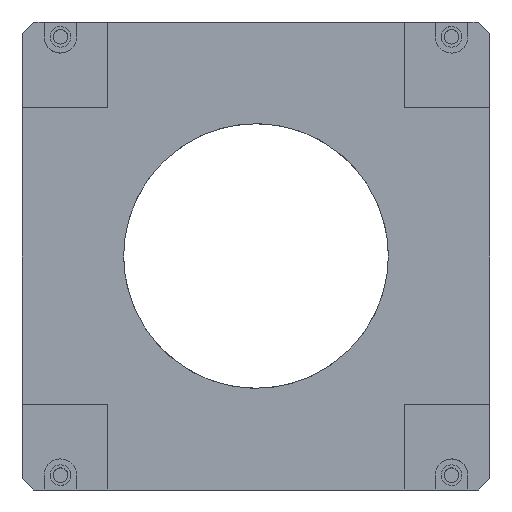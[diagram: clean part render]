
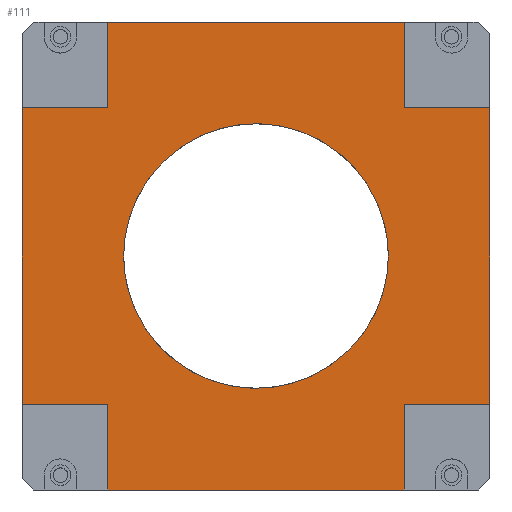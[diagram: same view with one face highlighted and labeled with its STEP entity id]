
A CAD part, front view. The second image highlights one B-rep face of the part: STEP entity #111.
In plain terms, the highlighted planar face has unit normal (0, -1, 0).
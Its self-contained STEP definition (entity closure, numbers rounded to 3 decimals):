
#30=FACE_BOUND('',#327,.T.);
#111=ADVANCED_FACE('',(#211,#30),#1781,.T.);
#211=FACE_OUTER_BOUND('',#326,.T.);
#326=EDGE_LOOP('',(#769,#770,#771,#772,#773,#774,#775,#776,#777,#778,#779,
#780));
#327=EDGE_LOOP('',(#781,#782));
#769=ORIENTED_EDGE('',*,*,#1181,.F.);
#770=ORIENTED_EDGE('',*,*,#1178,.T.);
#771=ORIENTED_EDGE('',*,*,#1160,.T.);
#772=ORIENTED_EDGE('',*,*,#1031,.F.);
#773=ORIENTED_EDGE('',*,*,#1168,.T.);
#774=ORIENTED_EDGE('',*,*,#1177,.T.);
#775=ORIENTED_EDGE('',*,*,#1182,.F.);
#776=ORIENTED_EDGE('',*,*,#1183,.F.);
#777=ORIENTED_EDGE('',*,*,#1165,.T.);
#778=ORIENTED_EDGE('',*,*,#1076,.F.);
#779=ORIENTED_EDGE('',*,*,#1157,.T.);
#780=ORIENTED_EDGE('',*,*,#1180,.F.);
#781=ORIENTED_EDGE('',*,*,#1103,.T.);
#782=ORIENTED_EDGE('',*,*,#1102,.T.);
#1031=EDGE_CURVE('',#1607,#1608,#1289,.T.);
#1076=EDGE_CURVE('',#1658,#1659,#1334,.T.);
#1102=EDGE_CURVE('',#1679,#1680,#1483,.T.);
#1103=EDGE_CURVE('',#1680,#1679,#1484,.T.);
#1157=EDGE_CURVE('',#1658,#1705,#1387,.T.);
#1160=EDGE_CURVE('',#1708,#1608,#1390,.T.);
#1165=EDGE_CURVE('',#1710,#1659,#1395,.T.);
#1168=EDGE_CURVE('',#1607,#1713,#1398,.T.);
#1177=EDGE_CURVE('',#1713,#1716,#1403,.T.);
#1178=EDGE_CURVE('',#1717,#1708,#1404,.T.);
#1180=EDGE_CURVE('',#1718,#1705,#1406,.T.);
#1181=EDGE_CURVE('',#1717,#1718,#1407,.T.);
#1182=EDGE_CURVE('',#1719,#1716,#1408,.T.);
#1183=EDGE_CURVE('',#1710,#1719,#1409,.T.);
#1289=B_SPLINE_CURVE_WITH_KNOTS('',1,(#3191,#3192),.UNSPECIFIED.,.F.,.F.,
(2,2),(0.,50.),.UNSPECIFIED.);
#1334=B_SPLINE_CURVE_WITH_KNOTS('',1,(#3281,#3282),.UNSPECIFIED.,.F.,.F.,
(2,2),(0.,50.),.UNSPECIFIED.);
#1387=B_SPLINE_CURVE_WITH_KNOTS('',1,(#3527,#3528),.UNSPECIFIED.,.F.,.F.,
(2,2),(0.,14.5),.UNSPECIFIED.);
#1390=B_SPLINE_CURVE_WITH_KNOTS('',1,(#3533,#3534),.UNSPECIFIED.,.F.,.F.,
(2,2),(0.,14.5),.UNSPECIFIED.);
#1395=B_SPLINE_CURVE_WITH_KNOTS('',1,(#3543,#3544),.UNSPECIFIED.,.F.,.F.,
(2,2),(-14.5,0.),.UNSPECIFIED.);
#1398=B_SPLINE_CURVE_WITH_KNOTS('',1,(#3549,#3550),.UNSPECIFIED.,.F.,.F.,
(2,2),(-14.5,0.),.UNSPECIFIED.);
#1403=B_SPLINE_CURVE_WITH_KNOTS('',1,(#3595,#3596),.UNSPECIFIED.,.F.,.F.,
(2,2),(0.,14.5),.UNSPECIFIED.);
#1404=B_SPLINE_CURVE_WITH_KNOTS('',1,(#3597,#3598),.UNSPECIFIED.,.F.,.F.,
(2,2),(0.,14.5),.UNSPECIFIED.);
#1406=B_SPLINE_CURVE_WITH_KNOTS('',1,(#3601,#3602),.UNSPECIFIED.,.F.,.F.,
(2,2),(0.,14.5),.UNSPECIFIED.);
#1407=B_SPLINE_CURVE_WITH_KNOTS('',1,(#3603,#3604),.UNSPECIFIED.,.F.,.F.,
(2,2),(0.,50.),.UNSPECIFIED.);
#1408=B_SPLINE_CURVE_WITH_KNOTS('',1,(#3605,#3606),.UNSPECIFIED.,.F.,.F.,
(2,2),(0.,50.),.UNSPECIFIED.);
#1409=B_SPLINE_CURVE_WITH_KNOTS('',1,(#3607,#3608),.UNSPECIFIED.,.F.,.F.,
(2,2),(0.,14.5),.UNSPECIFIED.);
#1483=(
BOUNDED_CURVE()
B_SPLINE_CURVE(2,(#3333,#3334,#3335,#3336,#3337),.UNSPECIFIED.,.F.,.F.)
B_SPLINE_CURVE_WITH_KNOTS((3,2,3),(70.181,105.271,140.362),
 .UNSPECIFIED.)
CURVE()
GEOMETRIC_REPRESENTATION_ITEM()
RATIONAL_B_SPLINE_CURVE((1.,0.707,1.,0.707,1.))
REPRESENTATION_ITEM('')
);
#1484=(
BOUNDED_CURVE()
B_SPLINE_CURVE(2,(#3338,#3339,#3340,#3341,#3342),.UNSPECIFIED.,.F.,.F.)
B_SPLINE_CURVE_WITH_KNOTS((3,2,3),(0.,35.09,70.181),
 .UNSPECIFIED.)
CURVE()
GEOMETRIC_REPRESENTATION_ITEM()
RATIONAL_B_SPLINE_CURVE((1.,0.707,1.,0.707,1.))
REPRESENTATION_ITEM('')
);
#1607=VERTEX_POINT('',#2799);
#1608=VERTEX_POINT('',#2800);
#1658=VERTEX_POINT('',#2850);
#1659=VERTEX_POINT('',#2851);
#1679=VERTEX_POINT('',#2871);
#1680=VERTEX_POINT('',#2872);
#1705=VERTEX_POINT('',#2897);
#1708=VERTEX_POINT('',#2900);
#1710=VERTEX_POINT('',#2902);
#1713=VERTEX_POINT('',#2905);
#1716=VERTEX_POINT('',#2908);
#1717=VERTEX_POINT('',#2909);
#1718=VERTEX_POINT('',#2910);
#1719=VERTEX_POINT('',#2911);
#1781=PLANE('',#1901);
#1901=AXIS2_PLACEMENT_3D('',#2495,#1962,$);
#1962=DIRECTION('',(0.,-1.,0.));
#2495=CARTESIAN_POINT('',(47.52,-0.5,87.048));
#2799=CARTESIAN_POINT('',(-25.,-0.5,79.028));
#2800=CARTESIAN_POINT('',(25.,-0.5,79.028));
#2850=CARTESIAN_POINT('',(25.,-0.5,0.028));
#2851=CARTESIAN_POINT('',(-25.,-0.5,0.028));
#2871=CARTESIAN_POINT('',(22.339,-0.5,39.528));
#2872=CARTESIAN_POINT('',(-22.339,-0.5,39.528));
#2897=CARTESIAN_POINT('',(25.,-0.5,14.528));
#2900=CARTESIAN_POINT('',(25.,-0.5,64.528));
#2902=CARTESIAN_POINT('',(-25.,-0.5,14.528));
#2905=CARTESIAN_POINT('',(-25.,-0.5,64.528));
#2908=CARTESIAN_POINT('',(-39.5,-0.5,64.528));
#2909=CARTESIAN_POINT('',(39.5,-0.5,64.528));
#2910=CARTESIAN_POINT('',(39.5,-0.5,14.528));
#2911=CARTESIAN_POINT('',(-39.5,-0.5,14.528));
#3191=CARTESIAN_POINT('',(-25.,-0.5,79.028));
#3192=CARTESIAN_POINT('',(25.,-0.5,79.028));
#3281=CARTESIAN_POINT('',(25.,-0.5,0.028));
#3282=CARTESIAN_POINT('',(-25.,-0.5,0.028));
#3333=CARTESIAN_POINT('',(22.339,-0.5,39.528));
#3334=CARTESIAN_POINT('',(22.339,-0.5,17.189));
#3335=CARTESIAN_POINT('',(0.,-0.5,17.189));
#3336=CARTESIAN_POINT('',(-22.339,-0.5,17.189));
#3337=CARTESIAN_POINT('',(-22.339,-0.5,39.528));
#3338=CARTESIAN_POINT('',(-22.339,-0.5,39.528));
#3339=CARTESIAN_POINT('',(-22.339,-0.5,61.868));
#3340=CARTESIAN_POINT('',(0.,-0.5,61.868));
#3341=CARTESIAN_POINT('',(22.339,-0.5,61.868));
#3342=CARTESIAN_POINT('',(22.339,-0.5,39.528));
#3527=CARTESIAN_POINT('',(25.,-0.5,0.028));
#3528=CARTESIAN_POINT('',(25.,-0.5,14.528));
#3533=CARTESIAN_POINT('',(25.,-0.5,64.528));
#3534=CARTESIAN_POINT('',(25.,-0.5,79.028));
#3543=CARTESIAN_POINT('',(-25.,-0.5,14.528));
#3544=CARTESIAN_POINT('',(-25.,-0.5,0.028));
#3549=CARTESIAN_POINT('',(-25.,-0.5,79.028));
#3550=CARTESIAN_POINT('',(-25.,-0.5,64.528));
#3595=CARTESIAN_POINT('',(-25.,-0.5,64.528));
#3596=CARTESIAN_POINT('',(-39.5,-0.5,64.528));
#3597=CARTESIAN_POINT('',(39.5,-0.5,64.528));
#3598=CARTESIAN_POINT('',(25.,-0.5,64.528));
#3601=CARTESIAN_POINT('',(39.5,-0.5,14.528));
#3602=CARTESIAN_POINT('',(25.,-0.5,14.528));
#3603=CARTESIAN_POINT('',(39.5,-0.5,64.528));
#3604=CARTESIAN_POINT('',(39.5,-0.5,14.528));
#3605=CARTESIAN_POINT('',(-39.5,-0.5,14.528));
#3606=CARTESIAN_POINT('',(-39.5,-0.5,64.528));
#3607=CARTESIAN_POINT('',(-25.,-0.5,14.528));
#3608=CARTESIAN_POINT('',(-39.5,-0.5,14.528));
